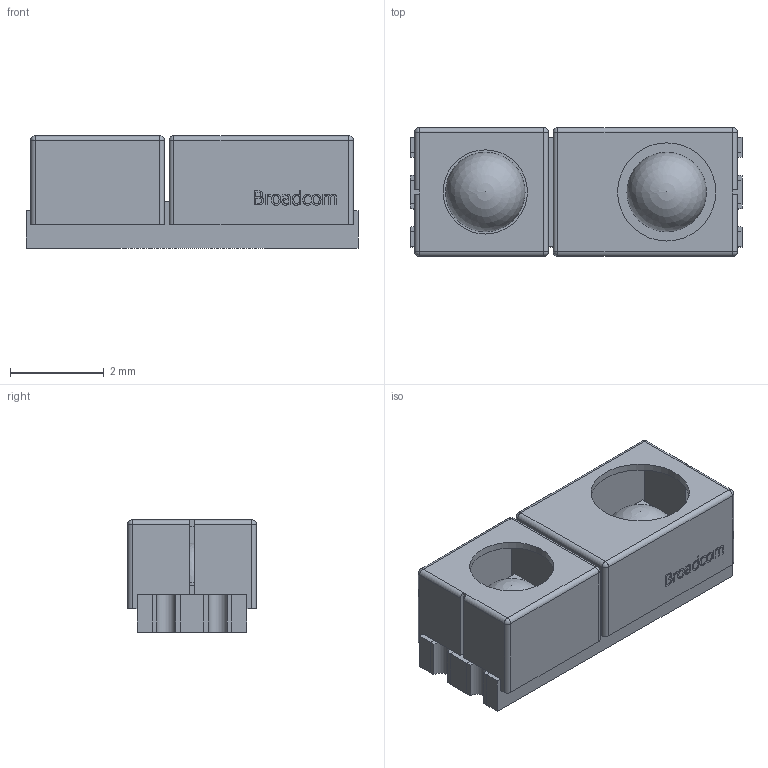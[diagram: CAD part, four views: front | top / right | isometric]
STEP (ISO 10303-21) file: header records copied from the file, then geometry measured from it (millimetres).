
FILE_DESCRIPTION(/* description */ (''),/* implementation_level */ '2;1');
FILE_NAME(/* name */ 'Broadcom HSDL-9100-021.stp',/* time_stamp */ '2019-06-18T19:44:21-04:00',/* author */ ('Ricardo'),/* organization */ (''),/* preprocessor_version */ 'ST-DEVELOPER v18',/* originating_system */ 'Autodesk Inventor 2020',/* authorisation */ '');
FILE_SCHEMA (('AUTOMOTIVE_DESIGN { 1 0 10303 214 3 1 1 }'));
Length unit declared in the file: millimetre
Products named in the file (6): Broadcom HSDL-9100-021; base; shell; leds; terminals; name
Assembly tree (5 placements, depth 2):
  Broadcom HSDL-9100-021
    base
    shell
    leds
    terminals
    name
Bounding box: 7.1 x 2.75 x 2.4 mm (x, y, z)
Volume: 27.3 mm3; surface area: 218 mm2
Topology: 17 solids, 17 shells, 294 faces, 750 edges, 488 vertices
Faces by surface type: plane 173, bspline 85, cylinder 26, sphere 10
Full cylindrical faces by diameter (mm): 1.7 x2, 1.8 x1, 2.1 x1
Entity records: 9481 total; most frequent: CARTESIAN_POINT 2646, ORIENTED_EDGE 1496, DIRECTION 1078, EDGE_CURVE 748, LINE 518, VECTOR 518, VERTEX_POINT 488, EDGE_LOOP 310
